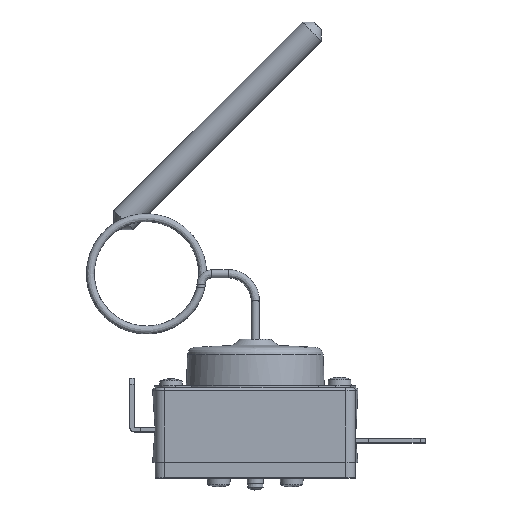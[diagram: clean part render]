
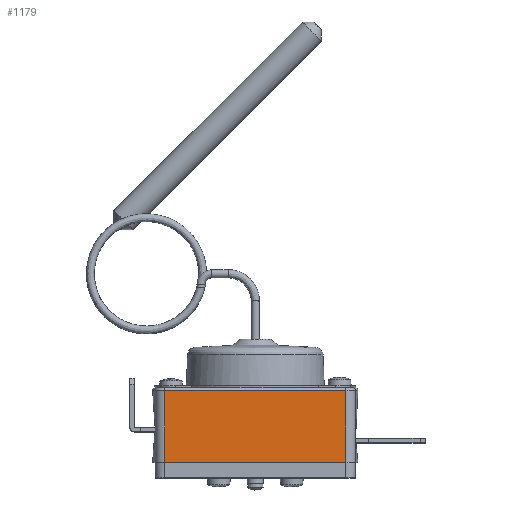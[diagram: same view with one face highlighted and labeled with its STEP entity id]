
A CAD part, top view. The second image highlights one B-rep face of the part: STEP entity #1179.
In plain terms, the highlighted free-form (B-spline) face has degree [1, 1] with [2, 2] control points.
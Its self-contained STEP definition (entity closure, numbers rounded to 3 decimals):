
#838 = VERTEX_POINT('',#839);
#839 = CARTESIAN_POINT('',(-20.224,16.009,
    16.373));
#867 = VERTEX_POINT('',#868);
#868 = CARTESIAN_POINT('',(20.224,16.009,
    16.373));
#876 = EDGE_CURVE('',#838,#867,#877,.T.);
#877 = B_SPLINE_CURVE_WITH_KNOTS('',1,(#878,#879),.UNSPECIFIED.,.F.,.F.,
  (2,2),(-8.338,25.013),.PIECEWISE_BEZIER_KNOTS.);
#878 = CARTESIAN_POINT('',(-20.224,16.009,
    16.373));
#879 = CARTESIAN_POINT('',(20.224,16.009,
    16.373));
#1159 = EDGE_CURVE('',#1160,#867,#1162,.T.);
#1160 = VERTEX_POINT('',#1161);
#1161 = CARTESIAN_POINT('',(20.224,0.,16.373));
#1162 = B_SPLINE_CURVE_WITH_KNOTS('',1,(#1163,#1164),.UNSPECIFIED.,.F.,
  .F.,(2,2),(0.,13.2),.PIECEWISE_BEZIER_KNOTS.);
#1163 = CARTESIAN_POINT('',(20.224,0.,16.373));
#1164 = CARTESIAN_POINT('',(20.224,16.009,
    16.373));
#1179 = ADVANCED_FACE('',(#1180),#1196,.T.);
#1180 = FACE_BOUND('',#1181,.T.);
#1181 = EDGE_LOOP('',(#1182,#1183,#1190,#1195));
#1182 = ORIENTED_EDGE('',*,*,#876,.F.);
#1183 = ORIENTED_EDGE('',*,*,#1184,.F.);
#1184 = EDGE_CURVE('',#1185,#838,#1187,.T.);
#1185 = VERTEX_POINT('',#1186);
#1186 = CARTESIAN_POINT('',(-20.224,0.,16.373));
#1187 = B_SPLINE_CURVE_WITH_KNOTS('',1,(#1188,#1189),.UNSPECIFIED.,.F.,
  .F.,(2,2),(0.,13.2),.PIECEWISE_BEZIER_KNOTS.);
#1188 = CARTESIAN_POINT('',(-20.224,0.,16.373));
#1189 = CARTESIAN_POINT('',(-20.224,16.009,
    16.373));
#1190 = ORIENTED_EDGE('',*,*,#1191,.T.);
#1191 = EDGE_CURVE('',#1185,#1160,#1192,.T.);
#1192 = B_SPLINE_CURVE_WITH_KNOTS('',1,(#1193,#1194),.UNSPECIFIED.,.F.,
  .F.,(2,2),(0.,33.35),.PIECEWISE_BEZIER_KNOTS.);
#1193 = CARTESIAN_POINT('',(-20.224,0.,16.373));
#1194 = CARTESIAN_POINT('',(20.224,0.,16.373));
#1195 = ORIENTED_EDGE('',*,*,#1159,.T.);
#1196 = B_SPLINE_SURFACE_WITH_KNOTS('',1,1,(
    (#1197,#1198)
    ,(#1199,#1200
    )),.UNSPECIFIED.,.F.,.F.,.F.,(2,2),(2,2),(0.,33.35),(0.,13.2),
  .PIECEWISE_BEZIER_KNOTS.);
#1197 = CARTESIAN_POINT('',(-20.224,0.,16.373));
#1198 = CARTESIAN_POINT('',(-20.224,16.009,
    16.373));
#1199 = CARTESIAN_POINT('',(20.224,0.,16.373));
#1200 = CARTESIAN_POINT('',(20.224,16.009,
    16.373));
